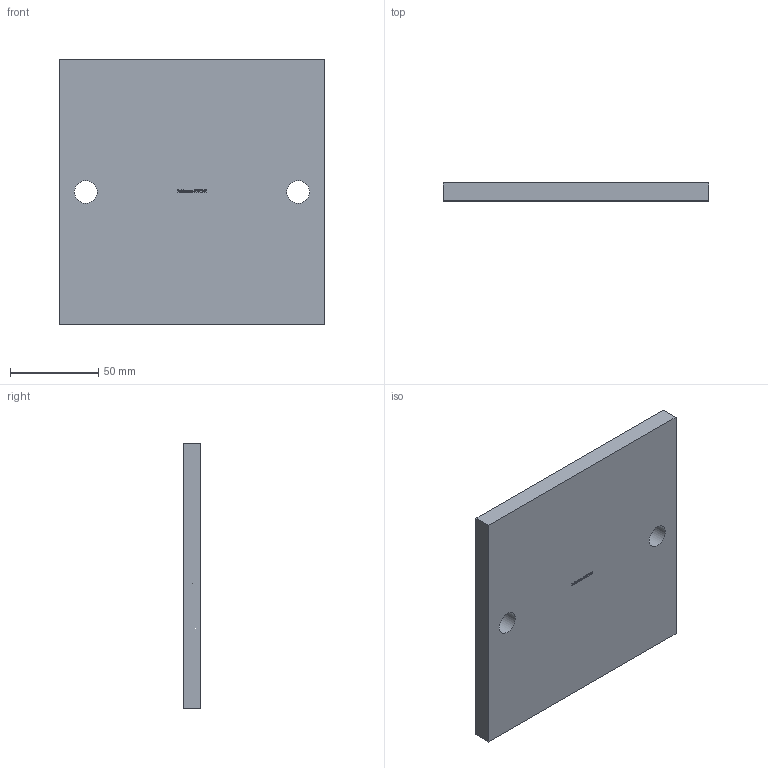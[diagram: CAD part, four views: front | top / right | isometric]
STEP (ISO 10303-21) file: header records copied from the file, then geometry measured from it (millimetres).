
FILE_DESCRIPTION (( 'STEP AP203' ), '1' );
FILE_NAME ('51011-ST.step', '2021-11-25T15:47:09', ( '' ), ( '' ), 'SwSTEP 2.0', 'SolidWorks 2018', '' );
FILE_SCHEMA (( 'CONFIG_CONTROL_DESIGN' ));
Length unit declared in the file: millimetre
Products named in the file (2): 51011-ST
Bounding box: 150 x 10 x 150 mm (x, y, z)
Volume: 222344.9 mm3; surface area: 51293.9 mm2
Topology: 1 solids, 1 shells, 200 faces, 534 edges, 356 vertices
Faces by surface type: plane 118, bspline 80, cylinder 2
Full cylindrical faces by diameter (mm): 13 x2
Entity records: 10399 total; most frequent: CARTESIAN_POINT 5794, ORIENTED_EDGE 1064, DIRECTION 620, EDGE_CURVE 532, VECTOR 368, LINE 368, VERTEX_POINT 356, EDGE_LOOP 226
